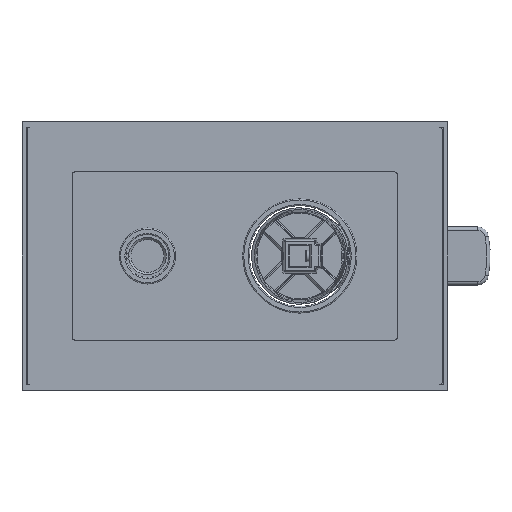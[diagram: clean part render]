
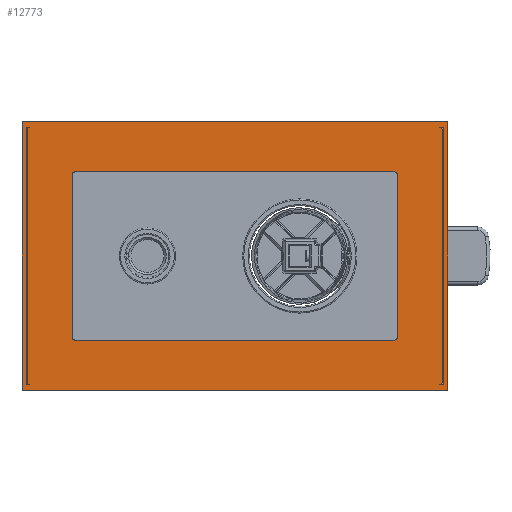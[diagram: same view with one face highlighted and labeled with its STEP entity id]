
A CAD part, left-side view. The second image highlights one B-rep face of the part: STEP entity #12773.
In plain terms, the highlighted planar face has unit normal (-1, 0, 0).
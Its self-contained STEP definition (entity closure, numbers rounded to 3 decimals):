
#11142=CARTESIAN_POINT('',(-10.,-65.5,-59.5));
#11143=DIRECTION('',(-1.,0.,0.));
#11144=DIRECTION('',(0.,0.,-1.));
#11145=AXIS2_PLACEMENT_3D('',#11142,#11143,#11144);
#11147=DIRECTION('',(0.,1.,0.));
#11148=VECTOR('',#11147,189.);
#11149=CARTESIAN_POINT('',(-10.,-65.5,-60.));
#11150=LINE('',#11149,#11148);
#11151=CARTESIAN_POINT('',(-10.,123.5,-59.5));
#11152=DIRECTION('',(-1.,0.,0.));
#11153=DIRECTION('',(0.,1.,0.));
#11154=AXIS2_PLACEMENT_3D('',#11151,#11152,#11153);
#11156=DIRECTION('',(0.,0.,1.));
#11157=VECTOR('',#11156,119.);
#11158=CARTESIAN_POINT('',(-10.,124.,-59.5));
#11159=LINE('',#11158,#11157);
#11160=CARTESIAN_POINT('',(-10.,123.5,59.5));
#11161=DIRECTION('',(-1.,0.,0.));
#11162=DIRECTION('',(0.,0.,1.));
#11163=AXIS2_PLACEMENT_3D('',#11160,#11161,#11162);
#11165=DIRECTION('',(0.,-1.,0.));
#11166=VECTOR('',#11165,189.);
#11167=CARTESIAN_POINT('',(-10.,123.5,60.));
#11168=LINE('',#11167,#11166);
#11169=CARTESIAN_POINT('',(-10.,-65.5,59.5));
#11170=DIRECTION('',(-1.,0.,0.));
#11171=DIRECTION('',(0.,-1.,0.));
#11172=AXIS2_PLACEMENT_3D('',#11169,#11170,#11171);
#11174=DIRECTION('',(0.,0.,-1.));
#11175=VECTOR('',#11174,119.);
#11176=CARTESIAN_POINT('',(-10.,-66.,59.5));
#11177=LINE('',#11176,#11175);
#11178=DIRECTION('',(0.,-1.,0.));
#11179=VECTOR('',#11178,1.5);
#11180=CARTESIAN_POINT('',(-10.,-62.5,57.5));
#11181=LINE('',#11180,#11179);
#11182=CARTESIAN_POINT('',(-10.,-62.5,56.5));
#11183=DIRECTION('',(-1.,0.,0.));
#11184=DIRECTION('',(0.,-1.,0.));
#11185=AXIS2_PLACEMENT_3D('',#11182,#11183,#11184);
#11187=DIRECTION('',(0.,0.,1.));
#11188=VECTOR('',#11187,113.);
#11189=CARTESIAN_POINT('',(-10.,-63.5,-56.5));
#11190=LINE('',#11189,#11188);
#11191=CARTESIAN_POINT('',(-10.,-62.5,-56.5));
#11192=DIRECTION('',(-1.,0.,0.));
#11193=DIRECTION('',(0.,0.,-1.));
#11194=AXIS2_PLACEMENT_3D('',#11191,#11192,#11193);
#11196=DIRECTION('',(0.,1.,0.));
#11197=VECTOR('',#11196,1.5);
#11198=CARTESIAN_POINT('',(-10.,-64.,-57.5));
#11199=LINE('',#11198,#11197);
#11200=DIRECTION('',(0.,0.,-1.));
#11201=VECTOR('',#11200,115.);
#11202=CARTESIAN_POINT('',(-10.,-64.,57.5));
#11203=LINE('',#11202,#11201);
#11204=DIRECTION('',(0.,1.,0.));
#11205=VECTOR('',#11204,143.);
#11206=CARTESIAN_POINT('',(-10.,-42.5,-37.5));
#11207=LINE('',#11206,#11205);
#11208=DIRECTION('',(0.,0.,-1.));
#11209=VECTOR('',#11208,73.);
#11210=CARTESIAN_POINT('',(-10.,-43.5,36.5));
#11211=LINE('',#11210,#11209);
#11212=DIRECTION('',(0.,-1.,0.));
#11213=VECTOR('',#11212,143.);
#11214=CARTESIAN_POINT('',(-10.,100.5,37.5));
#11215=LINE('',#11214,#11213);
#11216=DIRECTION('',(0.,0.,1.));
#11217=VECTOR('',#11216,73.);
#11218=CARTESIAN_POINT('',(-10.,101.5,-36.5));
#11219=LINE('',#11218,#11217);
#11220=DIRECTION('',(0.,1.,0.));
#11221=VECTOR('',#11220,1.5);
#11222=CARTESIAN_POINT('',(-10.,120.5,-57.5));
#11223=LINE('',#11222,#11221);
#11224=CARTESIAN_POINT('',(-10.,120.5,-56.5));
#11225=DIRECTION('',(-1.,0.,0.));
#11226=DIRECTION('',(0.,1.,0.));
#11227=AXIS2_PLACEMENT_3D('',#11224,#11225,#11226);
#11229=DIRECTION('',(0.,0.,-1.));
#11230=VECTOR('',#11229,113.);
#11231=CARTESIAN_POINT('',(-10.,121.5,56.5));
#11232=LINE('',#11231,#11230);
#11233=CARTESIAN_POINT('',(-10.,120.5,56.5));
#11234=DIRECTION('',(-1.,0.,0.));
#11235=DIRECTION('',(0.,0.,1.));
#11236=AXIS2_PLACEMENT_3D('',#11233,#11234,#11235);
#11238=DIRECTION('',(0.,-1.,0.));
#11239=VECTOR('',#11238,1.5);
#11240=CARTESIAN_POINT('',(-10.,122.,57.5));
#11241=LINE('',#11240,#11239);
#11242=DIRECTION('',(0.,0.,1.));
#11243=VECTOR('',#11242,115.);
#11244=CARTESIAN_POINT('',(-10.,122.,-57.5));
#11245=LINE('',#11244,#11243);
#11729=CARTESIAN_POINT('',(-10.,-42.5,-36.5));
#11730=DIRECTION('',(1.,0.,0.));
#11731=DIRECTION('',(0.,-1.,0.));
#11732=AXIS2_PLACEMENT_3D('',#11729,#11730,#11731);
#11747=CARTESIAN_POINT('',(-10.,-42.5,36.5));
#11748=DIRECTION('',(1.,0.,0.));
#11749=DIRECTION('',(0.,0.,1.));
#11750=AXIS2_PLACEMENT_3D('',#11747,#11748,#11749);
#11765=CARTESIAN_POINT('',(-10.,100.5,36.5));
#11766=DIRECTION('',(1.,0.,0.));
#11767=DIRECTION('',(0.,1.,0.));
#11768=AXIS2_PLACEMENT_3D('',#11765,#11766,#11767);
#11783=CARTESIAN_POINT('',(-10.,100.5,-36.5));
#11784=DIRECTION('',(1.,0.,0.));
#11785=DIRECTION('',(0.,0.,-1.));
#11786=AXIS2_PLACEMENT_3D('',#11783,#11784,#11785);
#11801=CARTESIAN_POINT('',(-10.,122.,-57.5));
#11802=CARTESIAN_POINT('',(-10.,122.,57.5));
#11803=VERTEX_POINT('',#11801);
#11804=VERTEX_POINT('',#11802);
#11805=CARTESIAN_POINT('',(-10.,-64.,57.5));
#11806=CARTESIAN_POINT('',(-10.,-64.,-57.5));
#11807=VERTEX_POINT('',#11805);
#11808=VERTEX_POINT('',#11806);
#11833=CARTESIAN_POINT('',(-10.,-65.5,-60.));
#11834=CARTESIAN_POINT('',(-10.,-66.,-59.5));
#11835=VERTEX_POINT('',#11833);
#11836=VERTEX_POINT('',#11834);
#11837=CARTESIAN_POINT('',(-10.,124.,-59.5));
#11838=CARTESIAN_POINT('',(-10.,123.5,-60.));
#11839=VERTEX_POINT('',#11837);
#11840=VERTEX_POINT('',#11838);
#11841=CARTESIAN_POINT('',(-10.,123.5,60.));
#11842=CARTESIAN_POINT('',(-10.,124.,59.5));
#11843=VERTEX_POINT('',#11841);
#11844=VERTEX_POINT('',#11842);
#11845=CARTESIAN_POINT('',(-10.,-66.,59.5));
#11846=CARTESIAN_POINT('',(-10.,-65.5,60.));
#11847=VERTEX_POINT('',#11845);
#11848=VERTEX_POINT('',#11846);
#11990=CARTESIAN_POINT('',(-10.,-43.5,36.5));
#11992=VERTEX_POINT('',#11990);
#11994=CARTESIAN_POINT('',(-10.,-42.5,37.5));
#11996=VERTEX_POINT('',#11994);
#11998=CARTESIAN_POINT('',(-10.,-42.5,-37.5));
#12000=VERTEX_POINT('',#11998);
#12002=CARTESIAN_POINT('',(-10.,-43.5,-36.5));
#12004=VERTEX_POINT('',#12002);
#12006=CARTESIAN_POINT('',(-10.,101.5,-36.5));
#12008=VERTEX_POINT('',#12006);
#12010=CARTESIAN_POINT('',(-10.,100.5,-37.5));
#12012=VERTEX_POINT('',#12010);
#12014=CARTESIAN_POINT('',(-10.,100.5,37.5));
#12016=VERTEX_POINT('',#12014);
#12018=CARTESIAN_POINT('',(-10.,101.5,36.5));
#12020=VERTEX_POINT('',#12018);
#12021=CARTESIAN_POINT('',(-10.,-63.5,-56.5));
#12023=VERTEX_POINT('',#12021);
#12025=CARTESIAN_POINT('',(-10.,-63.5,56.5));
#12027=VERTEX_POINT('',#12025);
#12029=CARTESIAN_POINT('',(-10.,121.5,56.5));
#12031=VERTEX_POINT('',#12029);
#12033=CARTESIAN_POINT('',(-10.,121.5,-56.5));
#12035=VERTEX_POINT('',#12033);
#12041=CARTESIAN_POINT('',(-10.,-62.5,-57.5));
#12042=VERTEX_POINT('',#12041);
#12043=CARTESIAN_POINT('',(-10.,120.5,-57.5));
#12044=VERTEX_POINT('',#12043);
#12049=CARTESIAN_POINT('',(-10.,-62.5,57.5));
#12050=VERTEX_POINT('',#12049);
#12051=CARTESIAN_POINT('',(-10.,120.5,57.5));
#12052=VERTEX_POINT('',#12051);
#12707=CARTESIAN_POINT('',(-10.,29.,0.));
#12708=DIRECTION('',(1.,0.,0.));
#12709=DIRECTION('',(0.,0.,-1.));
#12710=AXIS2_PLACEMENT_3D('',#12707,#12708,#12709);
#12711=PLANE('',#12710);
#12713=ORIENTED_EDGE('',*,*,#12712,.F.);
#12715=ORIENTED_EDGE('',*,*,#12714,.T.);
#12717=ORIENTED_EDGE('',*,*,#12716,.F.);
#12719=ORIENTED_EDGE('',*,*,#12718,.T.);
#12721=ORIENTED_EDGE('',*,*,#12720,.F.);
#12723=ORIENTED_EDGE('',*,*,#12722,.T.);
#12725=ORIENTED_EDGE('',*,*,#12724,.F.);
#12727=ORIENTED_EDGE('',*,*,#12726,.T.);
#12728=EDGE_LOOP('',(#12713,#12715,#12717,#12719,#12721,#12723,#12725,#12727));
#12729=FACE_OUTER_BOUND('',#12728,.F.);
#12731=ORIENTED_EDGE('',*,*,#12730,.F.);
#12733=ORIENTED_EDGE('',*,*,#12732,.F.);
#12735=ORIENTED_EDGE('',*,*,#12734,.F.);
#12736=ORIENTED_EDGE('',*,*,#12692,.F.);
#12737=ORIENTED_EDGE('',*,*,#12624,.F.);
#12739=ORIENTED_EDGE('',*,*,#12738,.F.);
#12740=EDGE_LOOP('',(#12731,#12733,#12735,#12736,#12737,#12739));
#12741=FACE_BOUND('',#12740,.F.);
#12743=ORIENTED_EDGE('',*,*,#12742,.F.);
#12745=ORIENTED_EDGE('',*,*,#12744,.F.);
#12747=ORIENTED_EDGE('',*,*,#12746,.F.);
#12749=ORIENTED_EDGE('',*,*,#12748,.F.);
#12751=ORIENTED_EDGE('',*,*,#12750,.F.);
#12753=ORIENTED_EDGE('',*,*,#12752,.F.);
#12755=ORIENTED_EDGE('',*,*,#12754,.F.);
#12757=ORIENTED_EDGE('',*,*,#12756,.F.);
#12758=EDGE_LOOP('',(#12743,#12745,#12747,#12749,#12751,#12753,#12755,#12757));
#12759=FACE_BOUND('',#12758,.F.);
#12760=ORIENTED_EDGE('',*,*,#12617,.F.);
#12762=ORIENTED_EDGE('',*,*,#12761,.F.);
#12764=ORIENTED_EDGE('',*,*,#12763,.F.);
#12766=ORIENTED_EDGE('',*,*,#12765,.F.);
#12768=ORIENTED_EDGE('',*,*,#12767,.F.);
#12770=ORIENTED_EDGE('',*,*,#12769,.F.);
#12771=EDGE_LOOP('',(#12760,#12762,#12764,#12766,#12768,#12770));
#12772=FACE_BOUND('',#12771,.F.);
#12773=ADVANCED_FACE('',(#12729,#12741,#12759,#12772),#12711,.F.);
#11146=CIRCLE('',#11145,0.5);
#11155=CIRCLE('',#11154,0.5);
#11164=CIRCLE('',#11163,0.5);
#11173=CIRCLE('',#11172,0.5);
#11186=CIRCLE('',#11185,1.);
#11195=CIRCLE('',#11194,1.);
#11228=CIRCLE('',#11227,1.);
#11237=CIRCLE('',#11236,1.);
#11733=CIRCLE('',#11732,1.);
#11751=CIRCLE('',#11750,1.);
#11769=CIRCLE('',#11768,1.);
#11787=CIRCLE('',#11786,1.);
#12617=EDGE_CURVE('',#12044,#11803,#11223,.T.);
#12624=EDGE_CURVE('',#11808,#12042,#11199,.T.);
#12692=EDGE_CURVE('',#12042,#12023,#11195,.T.);
#12712=EDGE_CURVE('',#11835,#11836,#11146,.T.);
#12714=EDGE_CURVE('',#11835,#11840,#11150,.T.);
#12716=EDGE_CURVE('',#11839,#11840,#11155,.T.);
#12718=EDGE_CURVE('',#11839,#11844,#11159,.T.);
#12720=EDGE_CURVE('',#11843,#11844,#11164,.T.);
#12722=EDGE_CURVE('',#11843,#11848,#11168,.T.);
#12724=EDGE_CURVE('',#11847,#11848,#11173,.T.);
#12726=EDGE_CURVE('',#11847,#11836,#11177,.T.);
#12730=EDGE_CURVE('',#12050,#11807,#11181,.T.);
#12732=EDGE_CURVE('',#12027,#12050,#11186,.T.);
#12734=EDGE_CURVE('',#12023,#12027,#11190,.T.);
#12738=EDGE_CURVE('',#11807,#11808,#11203,.T.);
#12742=EDGE_CURVE('',#12000,#12012,#11207,.T.);
#12744=EDGE_CURVE('',#12004,#12000,#11733,.T.);
#12746=EDGE_CURVE('',#11992,#12004,#11211,.T.);
#12748=EDGE_CURVE('',#11996,#11992,#11751,.T.);
#12750=EDGE_CURVE('',#12016,#11996,#11215,.T.);
#12752=EDGE_CURVE('',#12020,#12016,#11769,.T.);
#12754=EDGE_CURVE('',#12008,#12020,#11219,.T.);
#12756=EDGE_CURVE('',#12012,#12008,#11787,.T.);
#12761=EDGE_CURVE('',#12035,#12044,#11228,.T.);
#12763=EDGE_CURVE('',#12031,#12035,#11232,.T.);
#12765=EDGE_CURVE('',#12052,#12031,#11237,.T.);
#12767=EDGE_CURVE('',#11804,#12052,#11241,.T.);
#12769=EDGE_CURVE('',#11803,#11804,#11245,.T.);
